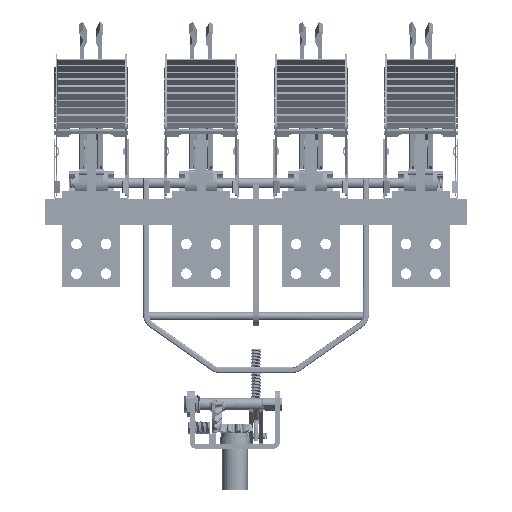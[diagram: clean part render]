
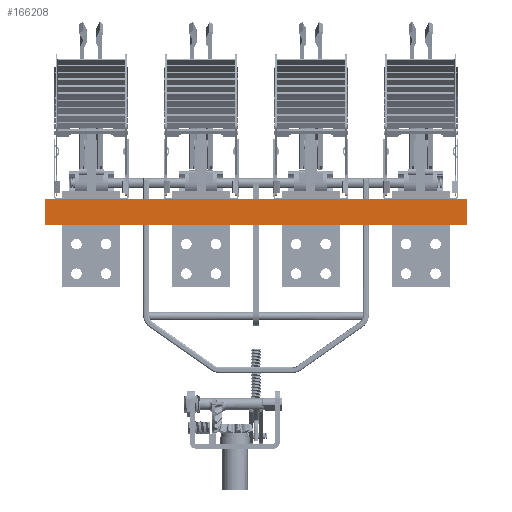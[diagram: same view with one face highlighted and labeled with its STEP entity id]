
A CAD part, front view. The second image highlights one B-rep face of the part: STEP entity #166208.
In plain terms, the highlighted planar face has unit normal (0, -1, 0).
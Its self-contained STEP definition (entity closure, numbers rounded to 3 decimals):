
#3665 = VERTEX_POINT ( 'NONE', #174562 ) ;
#5237 = LINE ( 'NONE', #143504, #31855 ) ;
#11674 = DIRECTION ( 'NONE',  ( 1., 0., 0. ) ) ;
#12461 = VECTOR ( 'NONE', #177752, 1000. ) ;
#12521 = ORIENTED_EDGE ( 'NONE', *, *, #125796, .F. ) ;
#23654 = DIRECTION ( 'NONE',  ( 1., 0., 0. ) ) ;
#26533 = LINE ( 'NONE', #75272, #12461 ) ;
#29200 = DIRECTION ( 'NONE',  ( 0., 1., 0. ) ) ;
#31855 = VECTOR ( 'NONE', #107778, 1000. ) ;
#38283 = CARTESIAN_POINT ( 'NONE',  ( -235.185, -167.469, 500. ) ) ;
#51377 = EDGE_CURVE ( 'NONE', #188962, #96553, #68546, .T. ) ;
#57758 = ORIENTED_EDGE ( 'NONE', *, *, #81548, .T. ) ;
#68546 = LINE ( 'NONE', #38283, #120500 ) ;
#72366 = EDGE_CURVE ( 'NONE', #3665, #108358, #5237, .T. ) ;
#75272 = CARTESIAN_POINT ( 'NONE',  ( 264.815, -167.469, 527.5 ) ) ;
#81548 = EDGE_CURVE ( 'NONE', #3665, #188962, #133311, .T. ) ;
#86501 = EDGE_LOOP ( 'NONE', ( #141187, #12521, #164866, #57758 ) ) ;
#96553 = VERTEX_POINT ( 'NONE', #97022 ) ;
#97022 = CARTESIAN_POINT ( 'NONE',  ( 264.815, -167.469, 500. ) ) ;
#107778 = DIRECTION ( 'NONE',  ( 1., 0., 0. ) ) ;
#108358 = VERTEX_POINT ( 'NONE', #141881 ) ;
#110784 = CARTESIAN_POINT ( 'NONE',  ( -235.185, -167.469, 500. ) ) ;
#118038 = FACE_OUTER_BOUND ( 'NONE', #86501, .T. ) ;
#120500 = VECTOR ( 'NONE', #23654, 1000. ) ;
#125796 = EDGE_CURVE ( 'NONE', #108358, #96553, #26533, .T. ) ;
#130139 = VECTOR ( 'NONE', #148908, 1000. ) ;
#130745 = CARTESIAN_POINT ( 'NONE',  ( -235.185, -167.469, 527.5 ) ) ;
#133311 = LINE ( 'NONE', #163538, #130139 ) ;
#141187 = ORIENTED_EDGE ( 'NONE', *, *, #51377, .T. ) ;
#141881 = CARTESIAN_POINT ( 'NONE',  ( 264.815, -167.469, 530. ) ) ;
#143504 = CARTESIAN_POINT ( 'NONE',  ( -235.185, -167.469, 530. ) ) ;
#148908 = DIRECTION ( 'NONE',  ( 0., 0., -1. ) ) ;
#163538 = CARTESIAN_POINT ( 'NONE',  ( -235.185, -167.469, 527.5 ) ) ;
#164866 = ORIENTED_EDGE ( 'NONE', *, *, #72366, .F. ) ;
#165317 = AXIS2_PLACEMENT_3D ( 'NONE', #130745, #29200, #11674 ) ;
#166208 = ADVANCED_FACE ( 'NONE', ( #118038 ), #189296, .F. ) ;
#174562 = CARTESIAN_POINT ( 'NONE',  ( -235.185, -167.469, 530. ) ) ;
#177752 = DIRECTION ( 'NONE',  ( 0., 0., -1. ) ) ;
#188962 = VERTEX_POINT ( 'NONE', #110784 ) ;
#189296 = PLANE ( 'NONE',  #165317 ) ;
